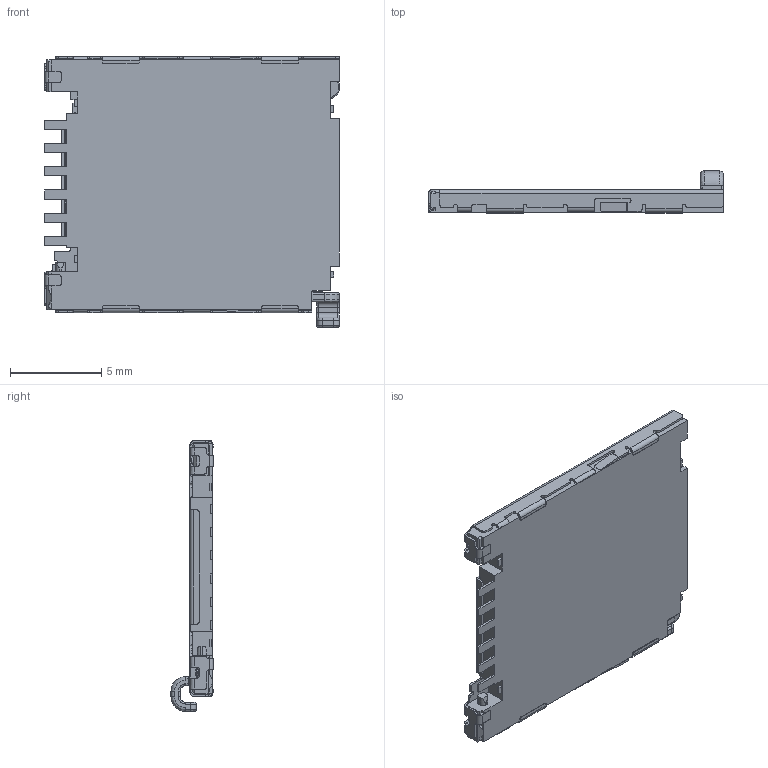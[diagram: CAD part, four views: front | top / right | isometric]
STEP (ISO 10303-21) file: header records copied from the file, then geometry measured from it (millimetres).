
FILE_DESCRIPTION (( 'STEP AP203' ), '1' );
FILE_NAME ('180301FUS006-8500-0.STEP', '2018-03-01T03:56:15', ( 'admin' ), ( '' ), 'SwSTEP 2.0', 'SolidWorks 2014', '' );
FILE_SCHEMA (( 'CONFIG_CONTROL_DESIGN' ));
Length unit declared in the file: millimetre
Products named in the file (1): 180301FUS006-8500-0
Bounding box: 16.12 x 2.3 x 14.8 mm (x, y, z)
Volume: 241.9 mm3; surface area: 591 mm2
Topology: 1 solids, 1 shells, 558 faces, 1645 edges, 1076 vertices
Faces by surface type: plane 340, cylinder 198, bspline 16, cone 4
Entity records: 19944 total; most frequent: CARTESIAN_POINT 6162, ORIENTED_EDGE 3290, DIRECTION 2207, EDGE_CURVE 1645, VERTEX_POINT 1076, LINE 1009, VECTOR 1009, AXIS2_PLACEMENT_3D 599
